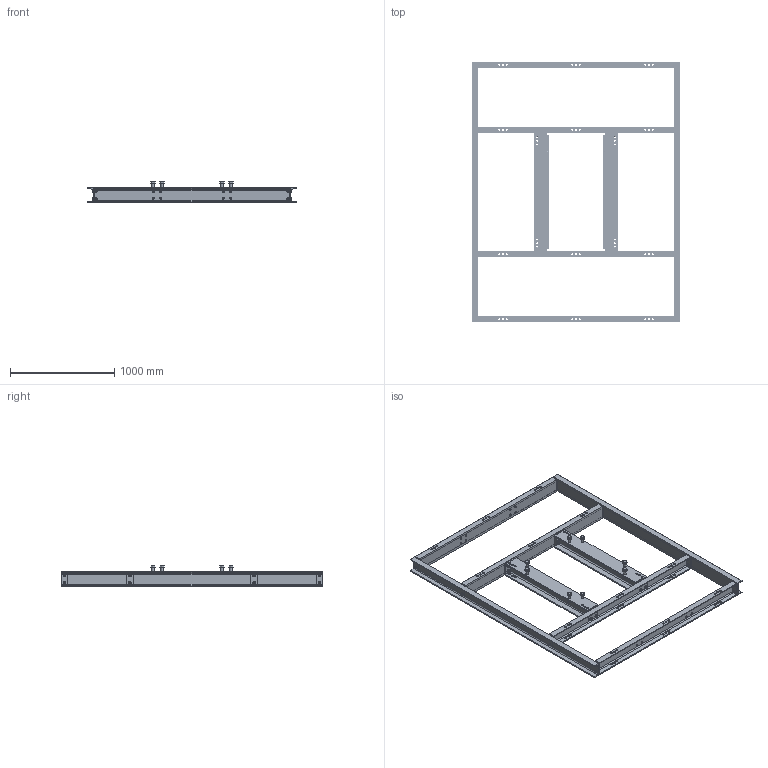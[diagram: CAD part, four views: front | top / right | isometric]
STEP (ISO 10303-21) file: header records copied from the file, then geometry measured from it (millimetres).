
FILE_DESCRIPTION((''),'2;1');
FILE_NAME('Onderstel_Assembly.stp','2019-12-11T22:57:57',('j.bal'),(''),'Autodesk Inventor 2010','Autodesk Inventor 2010','');
FILE_SCHEMA(('CONFIG_CONTROL_DESIGN'));
Length unit declared in the file: millimetre
Products named in the file (17): Onderstel_Assembly; HEB140_Onderstel_LiggerCompl; HEB140_Onderstel; HEB140_Kopplaat; WUERTH 005724 90 hexagon head screw DIN 933 M24x90 8.8 A2K; WUERTH 036824 hexagon nut DIN 985 M24 8 A2K; WUERTH 04079924 washer DIN 125-1 A25 140HV A2K; WUERTH 005316 50 hexagon head screw DIN 931 M16x50 8.8 A2K; WUERTH 036816 hexagon nut DIN 985 M16 8 A2K; WUERTH 040716 washer DIN 125-1 A17 140HV A2K; UNP140_Onderstel_DwarsCompl; UNP140_Dwars_L1880; UNP140_Kopplaat; WUERTH 040712 washer DIN 125-1 A13 140HV A2K; WUERTH 036812 hexagon nut DIN 985 M12 8 A2K; WUERTH 005791240 screw ISO 4017 M12x40 Verzinkt; UNP140_Dwars_L2500
Assembly tree (78 placements, depth 3):
  Onderstel_Assembly
    HEB140_Onderstel_LiggerCompl  x2
      HEB140_Onderstel
      HEB140_Kopplaat
      WUERTH 005724 90 hexagon head screw DIN 933 M24x90 8.8 A2K
      WUERTH 036824 hexagon nut DIN 985 M24 8 A2K
      WUERTH 04079924 washer DIN 125-1 A25 140HV A2K
      WUERTH 005316 50 hexagon head screw DIN 931 M16x50 8.8 A2K
      WUERTH 036816 hexagon nut DIN 985 M16 8 A2K
      WUERTH 040716 washer DIN 125-1 A17 140HV A2K
    UNP140_Onderstel_DwarsCompl  x4
      UNP140_Dwars_L1880
      UNP140_Kopplaat
      WUERTH 040712 washer DIN 125-1 A13 140HV A2K
      WUERTH 036812 hexagon nut DIN 985 M12 8 A2K
      WUERTH 005791240 screw ISO 4017 M12x40 Verzinkt
    UNP140_Dwars_L2500  x2
Bounding box: 2000 x 2500 x 199.8 mm (x, y, z)
Volume: 38579448.3 mm3; surface area: 8623653.8 mm2
Topology: 180 solids, 180 shells, 2776 faces, 5760 edges, 3480 vertices
Faces by surface type: plane 1240, cone 800, cylinder 656, torus 80
Full cylindrical faces by diameter (mm): 10.106 x32, 12 x16, 13 x64, 13.835 x32, 14 x32, 16 x16, 16.63 x16, 17 x32, 17.3 x32, 18 x48, 19 x112, 20.752 x16, 24 x72, 25 x16, 25.9 x16, 26 x8, 30 x32, 36 x16, 44 x16
Entity records: 8553 total; most frequent: CARTESIAN_POINT 1528, DIRECTION 1454, ORIENTED_EDGE 1092, AXIS2_PLACEMENT_3D 634, EDGE_CURVE 546, EDGE_LOOP 514, VERTEX_POINT 402, FACE_OUTER_BOUND 281
